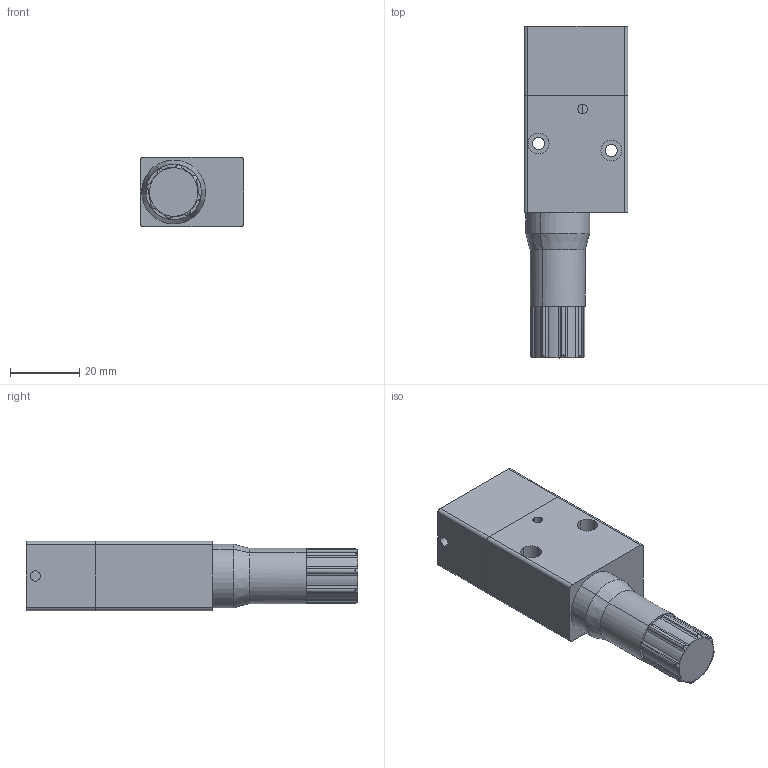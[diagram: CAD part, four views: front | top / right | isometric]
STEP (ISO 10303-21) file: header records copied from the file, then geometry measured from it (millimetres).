
FILE_DESCRIPTION (( 'STEP AP214' ), '1' );
FILE_NAME ('10_001_4.STEP', '2016-01-04T16:12:05', ( '' ), ( '' ), 'SwSTEP 2.0', 'SolidWorks 2016', '' );
FILE_SCHEMA (( 'AUTOMOTIVE_DESIGN' ));
Length unit declared in the file: millimetre
Products named in the file (1): 10_001_4
Bounding box: 30 x 96 x 20 mm (x, y, z)
Volume: 39291.7 mm3; surface area: 12159.6 mm2
Topology: 5 solids, 5 shells, 186 faces, 448 edges, 281 vertices
Faces by surface type: cylinder 79, plane 70, cone 16, bspline 11, torus 10
Entity records: 6222 total; most frequent: CARTESIAN_POINT 1831, DIRECTION 912, ORIENTED_EDGE 884, EDGE_CURVE 442, AXIS2_PLACEMENT_3D 354, VERTEX_POINT 281, EDGE_LOOP 205, VECTOR 204
